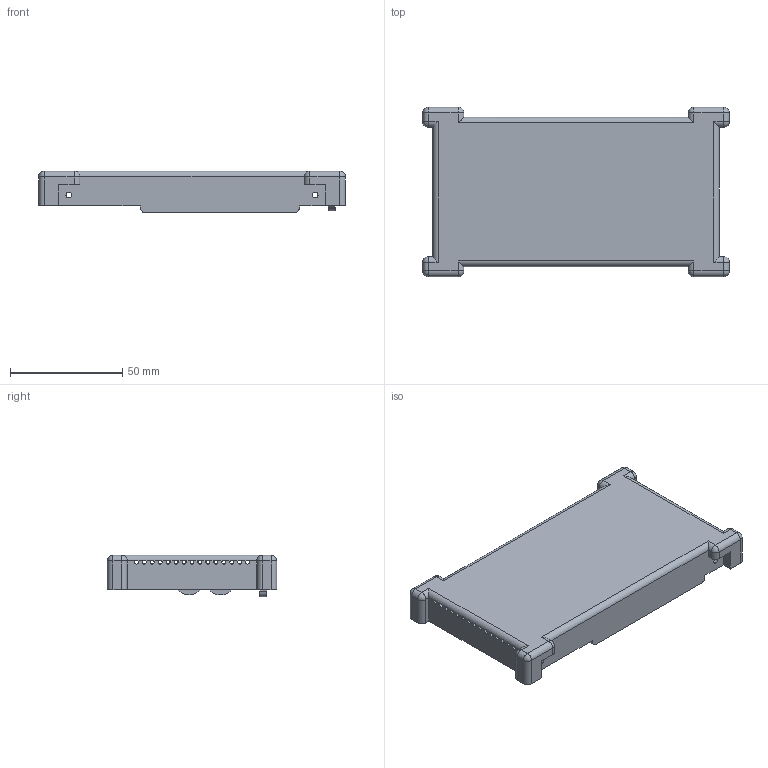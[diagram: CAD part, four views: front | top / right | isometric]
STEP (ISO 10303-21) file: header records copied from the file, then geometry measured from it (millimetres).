
FILE_DESCRIPTION(/* description */ ('Alibre Inc.'),/* implementation_level */ '2;1');
FILE_NAME(/* name */ 'export-B29EECCF-0961-4FC6-AC56-509A59D4A0BB',/* time_stamp */ '2019-07-09T15:56:45-07:00',/* author */ (''),/* organization */ (''),/* preprocessor_version */ 'ST-DEVELOPER v17',/* originating_system */ 'Alibre',/* authorisation */ '');
FILE_SCHEMA (('AUTOMOTIVE_DESIGN'));
Length unit declared in the file: centimetre
Bounding box: 136.62 x 75.44 x 18.5 mm (x, y, z)
Volume: 36237.4 mm3; surface area: 30955.8 mm2
Topology: 1 solids, 1 shells, 157 faces, 625 edges, 405 vertices
Faces by surface type: cylinder 101, plane 44, sphere 12
Full cylindrical faces by diameter (mm): 1.778 x57, 2.54 x4, 5.08 x4
Entity records: 7513 total; most frequent: CARTESIAN_POINT 2888, ORIENTED_EDGE 1030, DIRECTION 823, EDGE_CURVE 515, VERTEX_POINT 372, AXIS2_PLACEMENT_3D 332, EDGE_LOOP 291, FACE_BOUND 291
